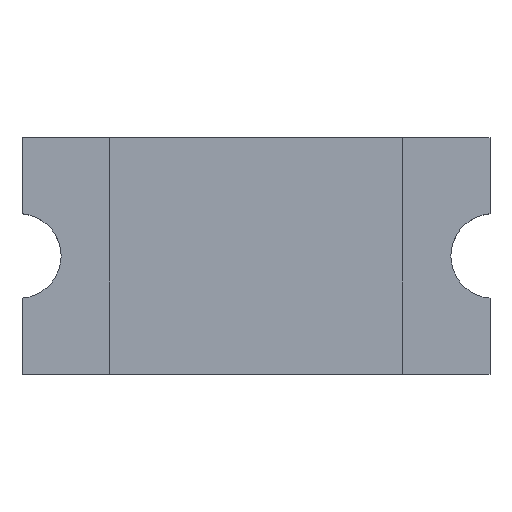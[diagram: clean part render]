
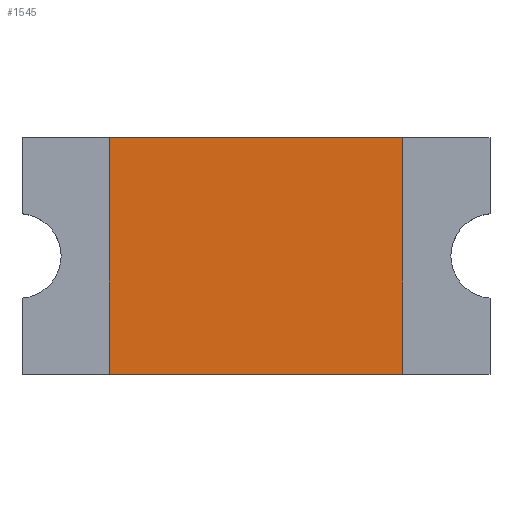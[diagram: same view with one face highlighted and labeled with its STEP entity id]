
A CAD part, top view. The second image highlights one B-rep face of the part: STEP entity #1545.
In plain terms, the highlighted planar face has unit normal (0, 0, 1).
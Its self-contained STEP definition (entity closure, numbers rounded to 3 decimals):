
#68 = CARTESIAN_POINT ( 'NONE',  ( 0.52, -0.42, 0.36 ) ) ;
#99 = ORIENTED_EDGE ( 'NONE', *, *, #1718, .F. ) ;
#194 = DIRECTION ( 'NONE',  ( 1., 0., 0. ) ) ;
#306 = EDGE_CURVE ( 'NONE', #869, #769, #1314, .T. ) ;
#349 = LINE ( 'NONE', #1922, #2152 ) ;
#443 = VERTEX_POINT ( 'NONE', #1330 ) ;
#473 = ORIENTED_EDGE ( 'NONE', *, *, #306, .F. ) ;
#541 = DIRECTION ( 'NONE',  ( 0., 0., 1. ) ) ;
#546 = LINE ( 'NONE', #1786, #711 ) ;
#566 = AXIS2_PLACEMENT_3D ( 'NONE', #724, #541, #194 ) ;
#711 = VECTOR ( 'NONE', #1023, 1000. ) ;
#724 = CARTESIAN_POINT ( 'NONE',  ( -0.52, -0.42, 0.36 ) ) ;
#769 = VERTEX_POINT ( 'NONE', #2180 ) ;
#791 = EDGE_LOOP ( 'NONE', ( #473, #861, #1603, #99 ) ) ;
#861 = ORIENTED_EDGE ( 'NONE', *, *, #950, .F. ) ;
#869 = VERTEX_POINT ( 'NONE', #1750 ) ;
#950 = EDGE_CURVE ( 'NONE', #443, #869, #349, .T. ) ;
#1023 = DIRECTION ( 'NONE',  ( 0., -1., 0. ) ) ;
#1035 = DIRECTION ( 'NONE',  ( 0., 1., 0. ) ) ;
#1135 = CARTESIAN_POINT ( 'NONE',  ( -0.52, 0.42, 0.36 ) ) ;
#1258 = CARTESIAN_POINT ( 'NONE',  ( 0.52, -0.42, 0.36 ) ) ;
#1314 = LINE ( 'NONE', #1135, #2191 ) ;
#1330 = CARTESIAN_POINT ( 'NONE',  ( -0.52, -0.42, 0.36 ) ) ;
#1360 = VECTOR ( 'NONE', #1418, 1000. ) ;
#1418 = DIRECTION ( 'NONE',  ( -1., 0., 0. ) ) ;
#1428 = LINE ( 'NONE', #1258, #1360 ) ;
#1545 = ADVANCED_FACE ( 'NONE', ( #2101 ), #1550, .T. ) ;
#1550 = PLANE ( 'NONE',  #566 ) ;
#1601 = EDGE_CURVE ( 'NONE', #1871, #443, #1428, .T. ) ;
#1603 = ORIENTED_EDGE ( 'NONE', *, *, #1601, .F. ) ;
#1718 = EDGE_CURVE ( 'NONE', #769, #1871, #546, .T. ) ;
#1750 = CARTESIAN_POINT ( 'NONE',  ( -0.52, 0.42, 0.36 ) ) ;
#1786 = CARTESIAN_POINT ( 'NONE',  ( 0.52, 0.42, 0.36 ) ) ;
#1871 = VERTEX_POINT ( 'NONE', #68 ) ;
#1922 = CARTESIAN_POINT ( 'NONE',  ( -0.52, -0.42, 0.36 ) ) ;
#2031 = DIRECTION ( 'NONE',  ( 1., 0., 0. ) ) ;
#2101 = FACE_OUTER_BOUND ( 'NONE', #791, .T. ) ;
#2152 = VECTOR ( 'NONE', #1035, 1000. ) ;
#2180 = CARTESIAN_POINT ( 'NONE',  ( 0.52, 0.42, 0.36 ) ) ;
#2191 = VECTOR ( 'NONE', #2031, 1000. ) ;
